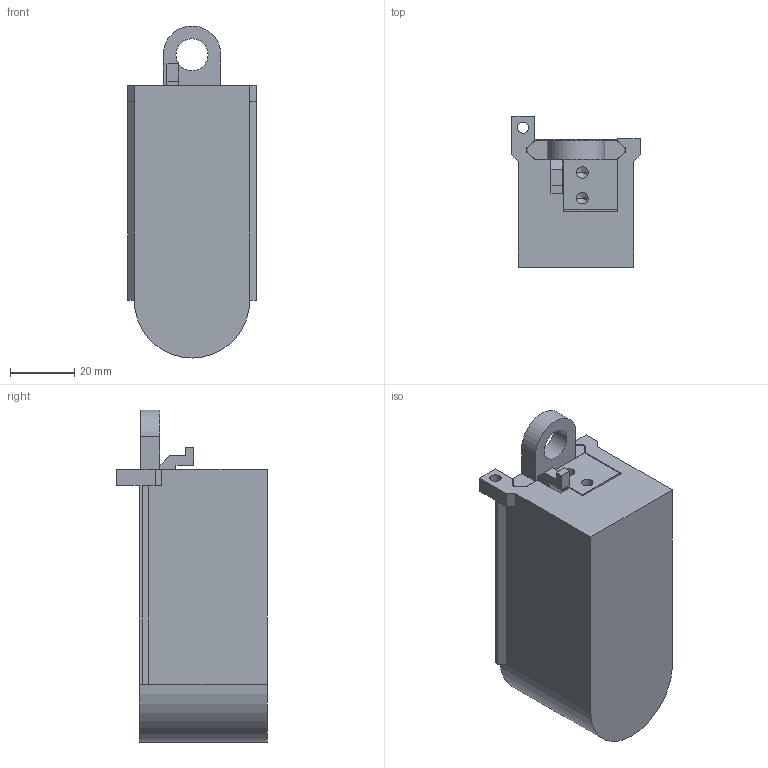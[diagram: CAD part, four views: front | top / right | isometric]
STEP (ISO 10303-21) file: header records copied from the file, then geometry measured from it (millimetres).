
FILE_DESCRIPTION (( 'STEP AP203' ), '1' );
FILE_NAME ('z³o¿enie szczelny pojemnik.STEP', '2025-04-07T21:32:35', ( '' ), ( '' ), 'SwSTEP 2.0', 'SolidWorks 2024', '' );
FILE_SCHEMA (( 'CONFIG_CONTROL_DESIGN' ));
Length unit declared in the file: millimetre
Products named in the file (4): Pojemnik-pin zatrzaskujący; złożenie szczelny pojemnik; Pojemnik-zbiornik; Pojemnik-pokrywa
Assembly tree (3 placements, depth 2):
  złożenie szczelny pojemnik
    Pojemnik-zbiornik
    Pojemnik-pokrywa
    Pojemnik-pin zatrzaskujący
Bounding box: 40 x 47 x 103.52 mm (x, y, z)
Volume: 92663.2 mm3; surface area: 29801.4 mm2
Topology: 4 solids, 4 shells, 142 faces, 368 edges, 235 vertices
Faces by surface type: plane 98, cylinder 31, cone 11, torus 2
Entity records: 4688 total; most frequent: CARTESIAN_POINT 747, DIRECTION 736, ORIENTED_EDGE 728, EDGE_CURVE 364, LINE 288, VECTOR 288, VERTEX_POINT 235, AXIS2_PLACEMENT_3D 224
